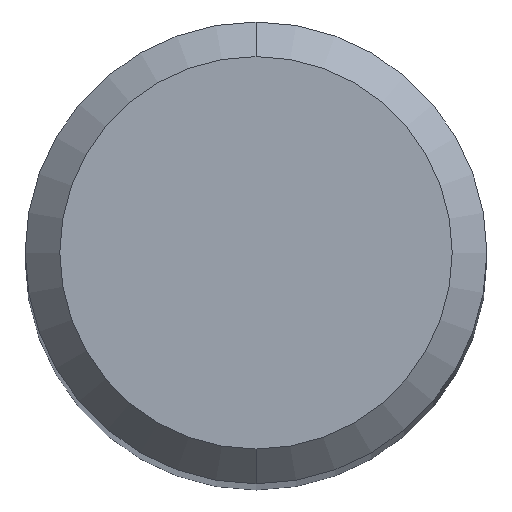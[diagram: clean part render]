
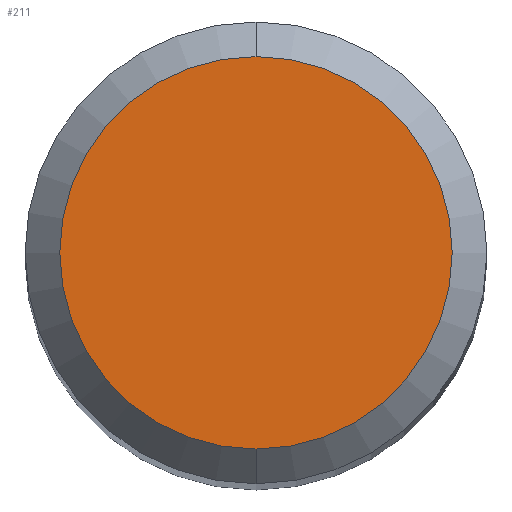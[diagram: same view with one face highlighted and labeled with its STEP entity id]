
A CAD part, top view. The second image highlights one B-rep face of the part: STEP entity #211.
In plain terms, the highlighted planar face has unit normal (0, 0, 1).
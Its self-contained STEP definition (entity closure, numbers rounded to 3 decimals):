
#211=ADVANCED_FACE('',(#571),#572,.T.);
#307=EDGE_CURVE('',#509,#505,#680,.T.);
#371=EDGE_CURVE('',#505,#509,#748,.T.);
#505=VERTEX_POINT('',#900);
#509=VERTEX_POINT('',#904);
#571=FACE_OUTER_BOUND('',#989,.T.);
#572=PLANE('',#990);
#680=CIRCLE('',#1199,1.7);
#748=CIRCLE('',#1322,1.7);
#900=CARTESIAN_POINT('',(0.0,1.7,0.0));
#904=CARTESIAN_POINT('',(0.,-1.7,0.0));
#989=EDGE_LOOP('',(#1668,#1669));
#990=AXIS2_PLACEMENT_3D('',#1670,#1671,#1672);
#1199=AXIS2_PLACEMENT_3D('',#1804,#1805,#1806);
#1322=AXIS2_PLACEMENT_3D('',#1878,#1879,#1880);
#1668=ORIENTED_EDGE('',*,*,#371,.F.);
#1669=ORIENTED_EDGE('',*,*,#307,.F.);
#1670=CARTESIAN_POINT('',(0.0,0.85,0.0));
#1671=DIRECTION('',(-0.0,0.0,1.0));
#1672=DIRECTION('',(0.0,-1.0,0.0));
#1804=CARTESIAN_POINT('',(0.0,0.0,0.0));
#1805=DIRECTION('',(0.0,0.0,-1.0));
#1806=DIRECTION('',(0.0,1.0,0.0));
#1878=CARTESIAN_POINT('',(0.0,0.0,0.0));
#1879=DIRECTION('',(0.0,0.0,-1.0));
#1880=DIRECTION('',(0.0,1.0,0.0));
